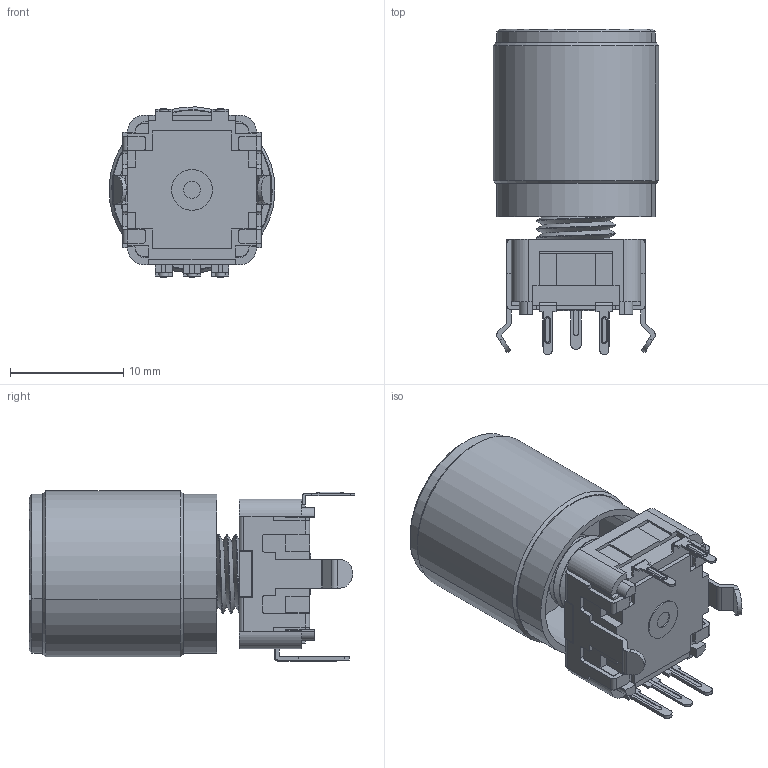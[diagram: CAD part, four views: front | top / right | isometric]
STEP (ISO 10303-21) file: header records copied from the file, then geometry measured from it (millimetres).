
FILE_DESCRIPTION (( 'STEP AP214' ), '1' );
FILE_NAME ('Encoder_with_knob.STEP', '2017-06-23T18:45:01', ( '' ), ( '' ), 'SwSTEP 2.0', 'SolidWorks 2016', '' );
FILE_SCHEMA (( 'AUTOMOTIVE_DESIGN' ));
Length unit declared in the file: millimetre
Products named in the file (5): pec11r-4x15k-sxxxx; KNOB_6mmShaft; Encoder_with_knob
Assembly tree (2 placements, depth 2):
  Encoder_with_knob
    pec11r-4x15k-sxxxx
    KNOB_6mmShaft
  KNOB_6mmShaft
  pec11r-4x15k-sxxxx
Bounding box: 14.64 x 28.75 x 15.02 mm (x, y, z)
Volume: 1660.7 mm3; surface area: 3134 mm2
Topology: 1 solids, 4 shells, 546 faces, 1507 edges, 989 vertices
Faces by surface type: plane 328, cylinder 163, cone 35, bspline 20
Entity records: 21972 total; most frequent: CARTESIAN_POINT 7984, ORIENTED_EDGE 3006, DIRECTION 2677, EDGE_CURVE 1507, LINE 991, VECTOR 991, VERTEX_POINT 989, AXIS2_PLACEMENT_3D 843
